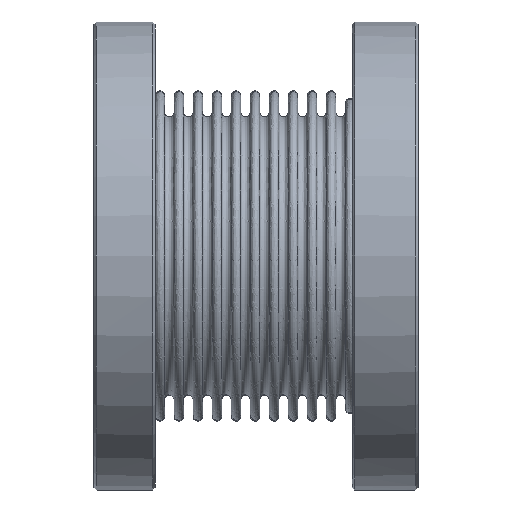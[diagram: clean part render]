
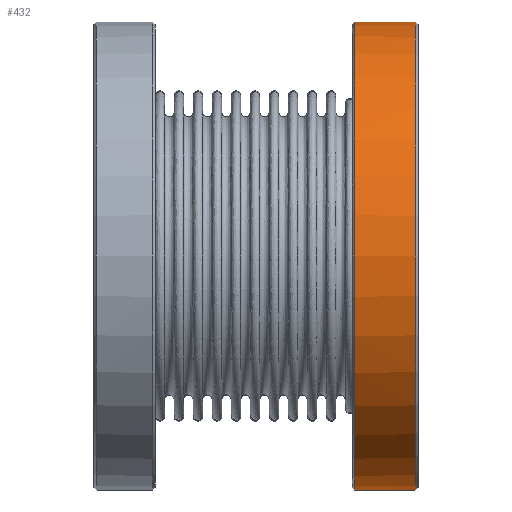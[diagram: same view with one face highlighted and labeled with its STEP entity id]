
A CAD part, front view. The second image highlights one B-rep face of the part: STEP entity #432.
In plain terms, the highlighted cylindrical face has radius 75.8 mm (diameter 151.6 mm), a partial arc.
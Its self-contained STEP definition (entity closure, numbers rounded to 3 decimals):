
#432=ADVANCED_FACE('',(#3069),#3068,.T.);
#3068=CYLINDRICAL_SURFACE('',#7244,75.8);
#3069=FACE_OUTER_BOUND('',#7245,.T.);
#7241=CARTESIAN_POINT('',(0.,0.,0.));
#7242=DIRECTION('',(1.,0.,0.));
#7243=DIRECTION('',(0.,0.,-1.));
#7244=AXIS2_PLACEMENT_3D('',#7241,#7242,#7243);
#7245=EDGE_LOOP('',(#8826,#8827,#8828,#8829,#8830,#8831,#8832,#8833));
#8826=ORIENTED_EDGE('',*,*,#9713,.F.);
#8827=ORIENTED_EDGE('',*,*,#9710,.T.);
#8828=ORIENTED_EDGE('',*,*,#9596,.F.);
#8829=ORIENTED_EDGE('',*,*,#9585,.T.);
#8830=ORIENTED_EDGE('',*,*,#9698,.T.);
#8831=ORIENTED_EDGE('',*,*,#9705,.F.);
#8832=ORIENTED_EDGE('',*,*,#9702,.F.);
#8833=ORIENTED_EDGE('',*,*,#9712,.F.);
#9585=EDGE_CURVE('',#13248,#13241,#13249,.T.);
#9596=EDGE_CURVE('',#13248,#13323,#13324,.T.);
#9698=EDGE_CURVE('',#13241,#14025,#14032,.T.);
#9702=EDGE_CURVE('',#14052,#14059,#14060,.T.);
#9705=EDGE_CURVE('',#14059,#14025,#14078,.T.);
#9710=EDGE_CURVE('',#14108,#13323,#14109,.T.);
#9712=EDGE_CURVE('',#14115,#14052,#14122,.T.);
#9713=EDGE_CURVE('',#14108,#14115,#14128,.T.);
#13241=VERTEX_POINT('',#17115);
#13248=VERTEX_POINT('',#17120);
#13249=LINE('',#17121,#17122);
#13323=VERTEX_POINT('',#17165);
#13324=CIRCLE('',#17169,75.8);
#14025=VERTEX_POINT('',#17660);
#14032=CIRCLE('',#17668,75.8);
#14052=VERTEX_POINT('',#17679);
#14059=VERTEX_POINT('',#17684);
#14060=CIRCLE('',#17688,75.8);
#14078=LINE('',#17695,#17696);
#14108=VERTEX_POINT('',#17706);
#14109=(BOUNDED_CURVE() B_SPLINE_CURVE(1,(#17707,#17708),.UNSPECIFIED.,.F.,.F.) B_SPLINE_CURVE_WITH_KNOTS((2,2),(0.083,0.908),.UNSPECIFIED.) CURVE() GEOMETRIC_REPRESENTATION_ITEM() RATIONAL_B_SPLINE_CURVE((1.,1.)) REPRESENTATION_ITEM('') );
#14115=VERTEX_POINT('',#17709);
#14122=(BOUNDED_CURVE() B_SPLINE_CURVE(1,(#17714,#17715),.UNSPECIFIED.,.F.,.F.) B_SPLINE_CURVE_WITH_KNOTS((2,2),(0.083,0.908),.UNSPECIFIED.) CURVE() GEOMETRIC_REPRESENTATION_ITEM() RATIONAL_B_SPLINE_CURVE((0.75,0.75)) REPRESENTATION_ITEM('') );
#14128=CIRCLE('',#17719,75.8);
#17115=CARTESIAN_POINT('',(-0.8,-1.,-75.793));
#17120=CARTESIAN_POINT('',(-1.,-1.,-75.793));
#17121=CARTESIAN_POINT('',(-1.,-1.,-75.793));
#17122=VECTOR('',#17123,0.2);
#17123=DIRECTION('',(1.,0.,0.));
#17165=CARTESIAN_POINT('',(-1.,0.,-75.8));
#17166=CARTESIAN_POINT('',(-1.,0.,0.));
#17167=DIRECTION('',(1.,0.,0.));
#17168=DIRECTION('',(0.,0.013,-1.));
#17169=AXIS2_PLACEMENT_3D('',#17166,#17167,#17168);
#17660=CARTESIAN_POINT('',(-0.8,-1.,75.793));
#17665=CARTESIAN_POINT('',(-0.8,0.,0.));
#17666=DIRECTION('',(-1.,0.,0.));
#17667=DIRECTION('',(0.,0.,-1.));
#17668=AXIS2_PLACEMENT_3D('',#17665,#17666,#17667);
#17679=CARTESIAN_POINT('',(-1.,0.,75.8));
#17684=CARTESIAN_POINT('',(-1.,-1.,75.793));
#17685=CARTESIAN_POINT('',(-1.,0.,0.));
#17686=DIRECTION('',(1.,0.,0.));
#17687=DIRECTION('',(0.,0.,-1.));
#17688=AXIS2_PLACEMENT_3D('',#17685,#17686,#17687);
#17695=CARTESIAN_POINT('',(-1.,-1.,75.793));
#17696=VECTOR('',#17697,0.2);
#17697=DIRECTION('',(1.,0.,0.));
#17706=CARTESIAN_POINT('',(-20.5,0.,-75.8));
#17707=CARTESIAN_POINT('',(-20.5,0.,-75.8));
#17708=CARTESIAN_POINT('',(-1.,0.,-75.8));
#17709=CARTESIAN_POINT('',(-20.5,0.,75.8));
#17714=CARTESIAN_POINT('',(-20.5,0.,75.8));
#17715=CARTESIAN_POINT('',(-1.,0.,75.8));
#17716=CARTESIAN_POINT('',(-20.5,0.,0.));
#17717=DIRECTION('',(-1.,0.,0.));
#17718=DIRECTION('',(0.,0.,1.));
#17719=AXIS2_PLACEMENT_3D('',#17716,#17717,#17718);
